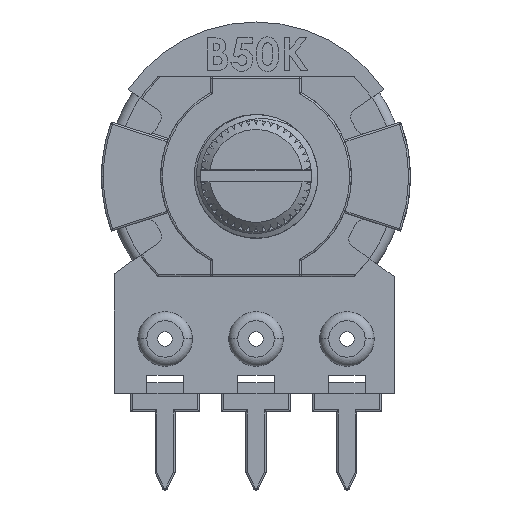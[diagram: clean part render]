
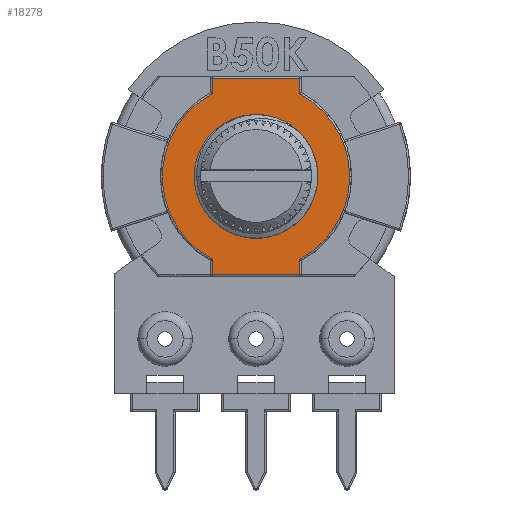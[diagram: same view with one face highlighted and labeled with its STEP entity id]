
A CAD part, top view. The second image highlights one B-rep face of the part: STEP entity #18278.
In plain terms, the highlighted planar face has unit normal (0, 0, 1).
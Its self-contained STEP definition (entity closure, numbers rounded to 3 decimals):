
#2 = DIRECTION ( 'NONE',  ( 0., 0., 1. ) ) ;
#208 = CARTESIAN_POINT ( 'NONE',  ( 2.4, -5.4, 2.2 ) ) ;
#239 = CARTESIAN_POINT ( 'NONE',  ( 5.15, 0., 2.2 ) ) ;
#303 = EDGE_CURVE ( 'NONE', #18934, #1501, #797, .T. ) ;
#372 = CARTESIAN_POINT ( 'NONE',  ( 2.4, 5.5, 2.2 ) ) ;
#740 = VERTEX_POINT ( 'NONE', #8595 ) ;
#797 = LINE ( 'NONE', #1676, #8190 ) ;
#1297 = ORIENTED_EDGE ( 'NONE', *, *, #3726, .T. ) ;
#1308 = AXIS2_PLACEMENT_3D ( 'NONE', #13178, #4416, #14630 ) ;
#1382 = ORIENTED_EDGE ( 'NONE', *, *, #8372, .T. ) ;
#1501 = VERTEX_POINT ( 'NONE', #13241 ) ;
#1534 = VECTOR ( 'NONE', #5059, 1000. ) ;
#1536 = ORIENTED_EDGE ( 'NONE', *, *, #12464, .T. ) ;
#1551 = CIRCLE ( 'NONE', #11210, 5.15 ) ;
#1676 = CARTESIAN_POINT ( 'NONE',  ( -2.4, -5.5, 2.2 ) ) ;
#1867 = DIRECTION ( 'NONE',  ( 0., 1., 0. ) ) ;
#1877 = DIRECTION ( 'NONE',  ( 0., -1., 0. ) ) ;
#2088 = CARTESIAN_POINT ( 'NONE',  ( -2.4, 4.617, 2.2 ) ) ;
#2160 = AXIS2_PLACEMENT_3D ( 'NONE', #16058, #7314, #17548 ) ;
#2681 = EDGE_CURVE ( 'NONE', #1501, #4394, #6497, .T. ) ;
#3008 = CARTESIAN_POINT ( 'NONE',  ( 0., 0., 2.2 ) ) ;
#3226 = CARTESIAN_POINT ( 'NONE',  ( 0., 0., 2.2 ) ) ;
#3430 = DIRECTION ( 'NONE',  ( 1., 0., 0. ) ) ;
#3458 = VECTOR ( 'NONE', #13785, 1000. ) ;
#3549 = DIRECTION ( 'NONE',  ( -1., 0., 0. ) ) ;
#3574 = EDGE_CURVE ( 'NONE', #12154, #740, #1551, .T. ) ;
#3726 = EDGE_CURVE ( 'NONE', #740, #10425, #10052, .T. ) ;
#3747 = CARTESIAN_POINT ( 'NONE',  ( -2.4, 4.557, 2.2 ) ) ;
#3778 = FACE_BOUND ( 'NONE', #5156, .T. ) ;
#4394 = VERTEX_POINT ( 'NONE', #208 ) ;
#4416 = DIRECTION ( 'NONE',  ( 0., 0., 1. ) ) ;
#4501 = DIRECTION ( 'NONE',  ( 1., 0., 0. ) ) ;
#4575 = ORIENTED_EDGE ( 'NONE', *, *, #10602, .T. ) ;
#4716 = DIRECTION ( 'NONE',  ( 1., 0., 0. ) ) ;
#4989 = VERTEX_POINT ( 'NONE', #12415 ) ;
#5059 = DIRECTION ( 'NONE',  ( 0., 1., 0. ) ) ;
#5156 = EDGE_LOOP ( 'NONE', ( #13670, #10585 ) ) ;
#6093 = CARTESIAN_POINT ( 'NONE',  ( 0., -3.4, 2.2 ) ) ;
#6280 = PLANE ( 'NONE',  #7515 ) ;
#6497 = LINE ( 'NONE', #12205, #13792 ) ;
#7005 = CARTESIAN_POINT ( 'NONE',  ( 2.4, -4.557, 2.2 ) ) ;
#7041 = VECTOR ( 'NONE', #3549, 1000. ) ;
#7224 = FACE_OUTER_BOUND ( 'NONE', #15060, .T. ) ;
#7314 = DIRECTION ( 'NONE',  ( 0., 0., 1. ) ) ;
#7515 = AXIS2_PLACEMENT_3D ( 'NONE', #13552, #17974, #9251 ) ;
#7859 = LINE ( 'NONE', #2088, #3458 ) ;
#8190 = VECTOR ( 'NONE', #1877, 1000. ) ;
#8372 = EDGE_CURVE ( 'NONE', #4394, #11562, #9373, .T. ) ;
#8595 = CARTESIAN_POINT ( 'NONE',  ( 2.4, 4.557, 2.2 ) ) ;
#8777 = VERTEX_POINT ( 'NONE', #6093 ) ;
#8838 = CARTESIAN_POINT ( 'NONE',  ( 0., 0., 2.2 ) ) ;
#9251 = DIRECTION ( 'NONE',  ( 1., 0., 0. ) ) ;
#9373 = LINE ( 'NONE', #10814, #1534 ) ;
#9427 = CARTESIAN_POINT ( 'NONE',  ( -2.5, 5.4, 2.2 ) ) ;
#9487 = ORIENTED_EDGE ( 'NONE', *, *, #17197, .T. ) ;
#9602 = VECTOR ( 'NONE', #1867, 1000. ) ;
#9843 = EDGE_CURVE ( 'NONE', #8777, #4989, #16501, .T. ) ;
#10052 = LINE ( 'NONE', #372, #9602 ) ;
#10287 = DIRECTION ( 'NONE',  ( 1., 0., 0. ) ) ;
#10357 = ORIENTED_EDGE ( 'NONE', *, *, #2681, .T. ) ;
#10425 = VERTEX_POINT ( 'NONE', #12733 ) ;
#10585 = ORIENTED_EDGE ( 'NONE', *, *, #13833, .F. ) ;
#10602 = EDGE_CURVE ( 'NONE', #11415, #18934, #15547, .T. ) ;
#10735 = CARTESIAN_POINT ( 'NONE',  ( -2.4, -4.557, 2.2 ) ) ;
#10814 = CARTESIAN_POINT ( 'NONE',  ( 2.4, -4.617, 2.2 ) ) ;
#11210 = AXIS2_PLACEMENT_3D ( 'NONE', #3008, #13259, #4501 ) ;
#11415 = VERTEX_POINT ( 'NONE', #3747 ) ;
#11562 = VERTEX_POINT ( 'NONE', #7005 ) ;
#12154 = VERTEX_POINT ( 'NONE', #239 ) ;
#12205 = CARTESIAN_POINT ( 'NONE',  ( 2.5, -5.4, 2.2 ) ) ;
#12315 = LINE ( 'NONE', #9427, #7041 ) ;
#12415 = CARTESIAN_POINT ( 'NONE',  ( -2.404, -2.404, 2.2 ) ) ;
#12464 = EDGE_CURVE ( 'NONE', #10425, #18895, #12315, .T. ) ;
#12733 = CARTESIAN_POINT ( 'NONE',  ( 2.4, 5.4, 2.2 ) ) ;
#13178 = CARTESIAN_POINT ( 'NONE',  ( 0., 0., 2.2 ) ) ;
#13241 = CARTESIAN_POINT ( 'NONE',  ( -2.4, -5.4, 2.2 ) ) ;
#13259 = DIRECTION ( 'NONE',  ( 0., 0., 1. ) ) ;
#13472 = DIRECTION ( 'NONE',  ( 0., 0., 1. ) ) ;
#13552 = CARTESIAN_POINT ( 'NONE',  ( 0., 0., 2.2 ) ) ;
#13670 = ORIENTED_EDGE ( 'NONE', *, *, #9843, .F. ) ;
#13785 = DIRECTION ( 'NONE',  ( 0., -1., 0. ) ) ;
#13792 = VECTOR ( 'NONE', #3430, 1000. ) ;
#13833 = EDGE_CURVE ( 'NONE', #4989, #8777, #15897, .T. ) ;
#13885 = CIRCLE ( 'NONE', #14190, 5.15 ) ;
#14154 = ORIENTED_EDGE ( 'NONE', *, *, #16281, .T. ) ;
#14190 = AXIS2_PLACEMENT_3D ( 'NONE', #3226, #13472, #4716 ) ;
#14630 = DIRECTION ( 'NONE',  ( 1., 0., 0. ) ) ;
#15060 = EDGE_LOOP ( 'NONE', ( #18976, #10357, #1382, #9487, #17259, #1297, #1536, #14154, #4575 ) ) ;
#15547 = CIRCLE ( 'NONE', #1308, 5.15 ) ;
#15897 = CIRCLE ( 'NONE', #17824, 3.4 ) ;
#16058 = CARTESIAN_POINT ( 'NONE',  ( 0., 0., 2.2 ) ) ;
#16281 = EDGE_CURVE ( 'NONE', #18895, #11415, #7859, .T. ) ;
#16501 = CIRCLE ( 'NONE', #2160, 3.4 ) ;
#17197 = EDGE_CURVE ( 'NONE', #11562, #12154, #13885, .T. ) ;
#17259 = ORIENTED_EDGE ( 'NONE', *, *, #3574, .T. ) ;
#17548 = DIRECTION ( 'NONE',  ( 1., 0., 0. ) ) ;
#17824 = AXIS2_PLACEMENT_3D ( 'NONE', #8838, #2, #10287 ) ;
#17955 = CARTESIAN_POINT ( 'NONE',  ( -2.4, 5.4, 2.2 ) ) ;
#17974 = DIRECTION ( 'NONE',  ( 0., 0., 1. ) ) ;
#18278 = ADVANCED_FACE ( 'NONE', ( #7224, #3778 ), #6280, .T. ) ;
#18895 = VERTEX_POINT ( 'NONE', #17955 ) ;
#18934 = VERTEX_POINT ( 'NONE', #10735 ) ;
#18976 = ORIENTED_EDGE ( 'NONE', *, *, #303, .T. ) ;
